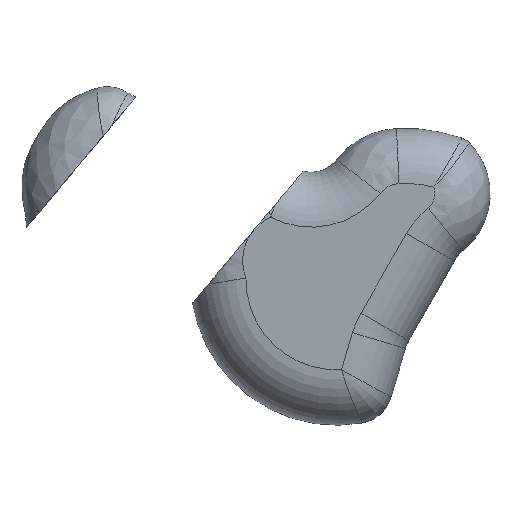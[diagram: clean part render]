
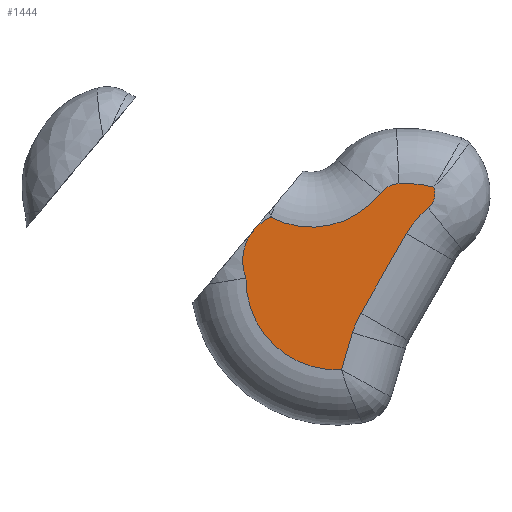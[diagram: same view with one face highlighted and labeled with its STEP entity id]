
A CAD part, top view. The second image highlights one B-rep face of the part: STEP entity #1444.
In plain terms, the highlighted planar face has unit normal (0, 0, 1).
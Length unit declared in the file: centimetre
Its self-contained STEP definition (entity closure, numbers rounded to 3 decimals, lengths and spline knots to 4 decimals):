
#66=PLANE('',#1611);
#136=FACE_OUTER_BOUND('',#230,.T.);
#230=EDGE_LOOP('',(#1180,#1181,#1182,#1183,#1184,#1185,#1186,#1187,#1188,
#1189,#1190));
#368=LINE('',#2886,#430);
#369=LINE('',#2890,#431);
#430=VECTOR('',#1956,1.);
#431=VECTOR('',#1959,1.);
#512=CIRCLE('',#1612,4.9178);
#513=CIRCLE('',#1613,5.);
#514=CIRCLE('',#1614,5.);
#515=CIRCLE('',#1615,0.9823);
#516=CIRCLE('',#1616,6.4451);
#517=CIRCLE('',#1617,1.3763);
#518=CIRCLE('',#1618,4.7337);
#519=CIRCLE('',#1619,2.6021);
#520=CIRCLE('',#1620,2.6021);
#643=VERTEX_POINT('',#2882);
#644=VERTEX_POINT('',#2883);
#645=VERTEX_POINT('',#2885);
#646=VERTEX_POINT('',#2887);
#647=VERTEX_POINT('',#2889);
#648=VERTEX_POINT('',#2891);
#649=VERTEX_POINT('',#2893);
#650=VERTEX_POINT('',#2895);
#651=VERTEX_POINT('',#2897);
#652=VERTEX_POINT('',#2899);
#653=VERTEX_POINT('',#2901);
#828=EDGE_CURVE('',#643,#644,#512,.T.);
#829=EDGE_CURVE('',#645,#643,#368,.T.);
#830=EDGE_CURVE('',#646,#645,#513,.T.);
#831=EDGE_CURVE('',#647,#646,#369,.T.);
#832=EDGE_CURVE('',#648,#647,#514,.T.);
#833=EDGE_CURVE('',#649,#648,#515,.T.);
#834=EDGE_CURVE('',#650,#649,#516,.T.);
#835=EDGE_CURVE('',#651,#650,#517,.T.);
#836=EDGE_CURVE('',#652,#651,#518,.T.);
#837=EDGE_CURVE('',#653,#652,#519,.T.);
#838=EDGE_CURVE('',#644,#653,#520,.T.);
#1180=ORIENTED_EDGE('',*,*,#828,.F.);
#1181=ORIENTED_EDGE('',*,*,#829,.F.);
#1182=ORIENTED_EDGE('',*,*,#830,.F.);
#1183=ORIENTED_EDGE('',*,*,#831,.F.);
#1184=ORIENTED_EDGE('',*,*,#832,.F.);
#1185=ORIENTED_EDGE('',*,*,#833,.F.);
#1186=ORIENTED_EDGE('',*,*,#834,.F.);
#1187=ORIENTED_EDGE('',*,*,#835,.F.);
#1188=ORIENTED_EDGE('',*,*,#836,.F.);
#1189=ORIENTED_EDGE('',*,*,#837,.F.);
#1190=ORIENTED_EDGE('',*,*,#838,.F.);
#1444=ADVANCED_FACE('',(#136),#66,.T.);
#1611=AXIS2_PLACEMENT_3D('',#2881,#1952,#1953);
#1612=AXIS2_PLACEMENT_3D('',#2884,#1954,#1955);
#1613=AXIS2_PLACEMENT_3D('',#2888,#1957,#1958);
#1614=AXIS2_PLACEMENT_3D('',#2892,#1960,#1961);
#1615=AXIS2_PLACEMENT_3D('',#2894,#1962,#1963);
#1616=AXIS2_PLACEMENT_3D('',#2896,#1964,#1965);
#1617=AXIS2_PLACEMENT_3D('',#2898,#1966,#1967);
#1618=AXIS2_PLACEMENT_3D('',#2900,#1968,#1969);
#1619=AXIS2_PLACEMENT_3D('',#2902,#1970,#1971);
#1620=AXIS2_PLACEMENT_3D('',#2903,#1972,#1973);
#1952=DIRECTION('center_axis',(0.,0.,1.));
#1953=DIRECTION('ref_axis',(1.,0.,0.));
#1954=DIRECTION('center_axis',(0.,0.,-1.));
#1955=DIRECTION('ref_axis',(-0.621,-0.784,0.));
#1956=DIRECTION('',(-0.285,-0.959,0.));
#1957=DIRECTION('center_axis',(0.,0.,1.));
#1958=DIRECTION('ref_axis',(-0.919,0.393,0.));
#1959=DIRECTION('',(-0.497,-0.868,0.));
#1960=DIRECTION('center_axis',(0.,0.,1.));
#1961=DIRECTION('ref_axis',(-0.762,0.647,0.));
#1962=DIRECTION('center_axis',(0.,0.,-1.));
#1963=DIRECTION('ref_axis',(0.998,-0.057,0.));
#1964=DIRECTION('center_axis',(0.,0.,-1.));
#1965=DIRECTION('ref_axis',(0.145,0.989,0.));
#1966=DIRECTION('center_axis',(0.,0.,-1.));
#1967=DIRECTION('ref_axis',(-0.462,0.887,0.));
#1968=DIRECTION('center_axis',(0.,0.,1.));
#1969=DIRECTION('ref_axis',(0.157,-0.988,0.));
#1970=DIRECTION('center_axis',(0.,0.,-1.));
#1971=DIRECTION('ref_axis',(-0.868,0.496,0.));
#1972=DIRECTION('center_axis',(0.,0.,-1.));
#1973=DIRECTION('ref_axis',(-0.868,0.496,0.));
#2881=CARTESIAN_POINT('Origin',(16.0417,-28.4412,10.));
#2882=CARTESIAN_POINT('',(16.1893,-33.5017,10.));
#2883=CARTESIAN_POINT('',(10.9902,-28.5106,10.));
#2884=CARTESIAN_POINT('Origin',(15.9073,-28.592,10.));
#2885=CARTESIAN_POINT('',(16.7872,-31.4878,10.));
#2886=CARTESIAN_POINT('',(16.7803,-31.511,10.));
#2887=CARTESIAN_POINT('',(17.2406,-30.4278,10.));
#2888=CARTESIAN_POINT('Origin',(21.5805,-32.9108,10.));
#2889=CARTESIAN_POINT('',(19.7167,-26.0998,10.));
#2890=CARTESIAN_POINT('',(17.5209,-29.9378,10.));
#2891=CARTESIAN_POINT('',(20.9052,-24.7009,10.));
#2892=CARTESIAN_POINT('Origin',(24.0566,-28.5828,10.));
#2893=CARTESIAN_POINT('',(21.1967,-23.5697,10.));
#2894=CARTESIAN_POINT('Origin',(20.2861,-23.9383,10.));
#2895=CARTESIAN_POINT('',(19.3156,-23.3796,10.));
#2896=CARTESIAN_POINT('Origin',(19.6152,-29.8178,10.));
#2897=CARTESIAN_POINT('',(18.2906,-23.9129,10.));
#2898=CARTESIAN_POINT('Origin',(19.3796,-24.7544,10.));
#2899=CARTESIAN_POINT('',(12.3357,-25.2049,10.));
#2900=CARTESIAN_POINT('Origin',(14.5449,-21.0183,10.));
#2901=CARTESIAN_POINT('',(11.4236,-25.8991,10.));
#2902=CARTESIAN_POINT('Origin',(13.417,-27.5717,10.));
#2903=CARTESIAN_POINT('Origin',(13.417,-27.5717,10.));
